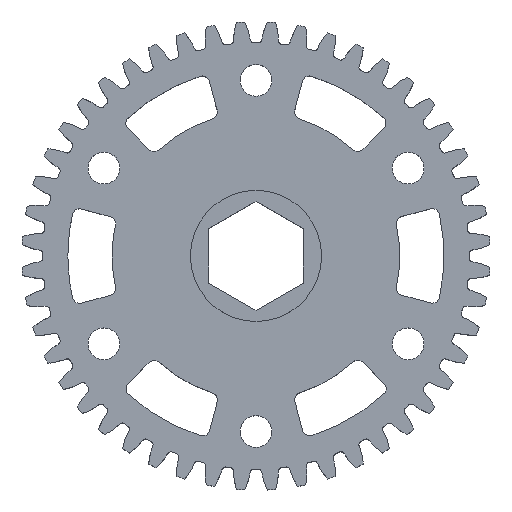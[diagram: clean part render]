
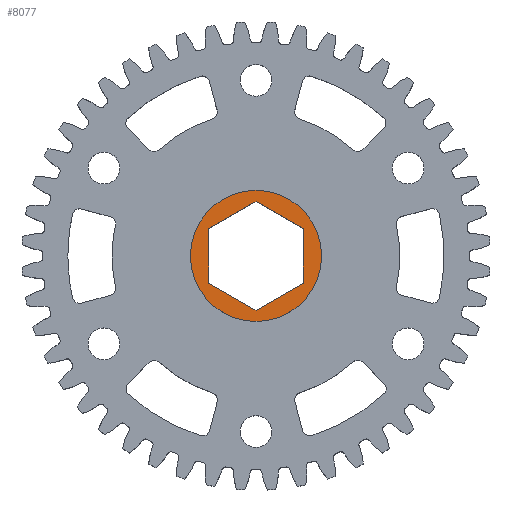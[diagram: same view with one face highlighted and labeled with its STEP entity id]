
A CAD part, top view. The second image highlights one B-rep face of the part: STEP entity #8077.
In plain terms, the highlighted planar face has unit normal (0, 0, 1).
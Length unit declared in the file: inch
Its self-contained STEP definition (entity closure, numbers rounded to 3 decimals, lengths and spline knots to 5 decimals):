
#23 = CARTESIAN_POINT ( 'NONE',  ( 0., 0., 0.249 ) ) ;
#489 = LINE ( 'NONE', #18717, #4748 ) ;
#1490 = CARTESIAN_POINT ( 'NONE',  ( -0.2515, 0.1452, 0.249 ) ) ;
#1564 = DIRECTION ( 'NONE',  ( 1., 0., 0. ) ) ;
#2464 = VECTOR ( 'NONE', #3101, 39.37008 ) ;
#2860 = VERTEX_POINT ( 'NONE', #16210 ) ;
#3101 = DIRECTION ( 'NONE',  ( 0., -1., 0. ) ) ;
#3112 = CARTESIAN_POINT ( 'NONE',  ( 0.2515, -0.1452, 0.249 ) ) ;
#3709 = CARTESIAN_POINT ( 'NONE',  ( 0.2515, 0.1452, 0.249 ) ) ;
#3764 = AXIS2_PLACEMENT_3D ( 'NONE', #20400, #11038, #1564 ) ;
#3916 = ORIENTED_EDGE ( 'NONE', *, *, #17582, .F. ) ;
#4033 = DIRECTION ( 'NONE',  ( 0., 0., 1. ) ) ;
#4134 = FACE_OUTER_BOUND ( 'NONE', #11331, .T. ) ;
#4352 = CARTESIAN_POINT ( 'NONE',  ( -0.35, 0., 0.249 ) ) ;
#4547 = VERTEX_POINT ( 'NONE', #4352 ) ;
#4687 = EDGE_CURVE ( 'NONE', #4547, #18758, #14369, .T. ) ;
#4736 = DIRECTION ( 'NONE',  ( 0.866, 0.5, 0. ) ) ;
#4748 = VECTOR ( 'NONE', #10960, 39.37008 ) ;
#4925 = VERTEX_POINT ( 'NONE', #8885 ) ;
#5099 = CARTESIAN_POINT ( 'NONE',  ( -0.2515, 0.1452, 0.249 ) ) ;
#5416 = VERTEX_POINT ( 'NONE', #5099 ) ;
#5735 = DIRECTION ( 'NONE',  ( -0.866, -0.5, 0. ) ) ;
#5748 = LINE ( 'NONE', #3709, #6241 ) ;
#6241 = VECTOR ( 'NONE', #14614, 39.37008 ) ;
#6259 = VECTOR ( 'NONE', #5735, 39.37008 ) ;
#6890 = ORIENTED_EDGE ( 'NONE', *, *, #13363, .T. ) ;
#7019 = CIRCLE ( 'NONE', #3764, 0.35 ) ;
#7227 = LINE ( 'NONE', #1490, #2464 ) ;
#8045 = ORIENTED_EDGE ( 'NONE', *, *, #16595, .F. ) ;
#8077 = ADVANCED_FACE ( 'NONE', ( #12446, #4134 ), #18869, .T. ) ;
#8785 = CARTESIAN_POINT ( 'NONE',  ( -0.2515, -0.1452, 0.249 ) ) ;
#8885 = CARTESIAN_POINT ( 'NONE',  ( 0., 0.29041, 0.249 ) ) ;
#9618 = LINE ( 'NONE', #11340, #14694 ) ;
#9706 = ORIENTED_EDGE ( 'NONE', *, *, #12998, .F. ) ;
#9894 = CARTESIAN_POINT ( 'NONE',  ( 0.2515, 0.1452, 0.249 ) ) ;
#9957 = ORIENTED_EDGE ( 'NONE', *, *, #14286, .F. ) ;
#10325 = EDGE_CURVE ( 'NONE', #4925, #5416, #19198, .T. ) ;
#10355 = DIRECTION ( 'NONE',  ( 0.866, -0.5, 0. ) ) ;
#10960 = DIRECTION ( 'NONE',  ( 0., 1., 0. ) ) ;
#10997 = AXIS2_PLACEMENT_3D ( 'NONE', #23, #12497, #11101 ) ;
#11038 = DIRECTION ( 'NONE',  ( 0., 0., 1. ) ) ;
#11101 = DIRECTION ( 'NONE',  ( 1., 0., 0. ) ) ;
#11331 = EDGE_LOOP ( 'NONE', ( #15821, #6890 ) ) ;
#11340 = CARTESIAN_POINT ( 'NONE',  ( 0., -0.29041, 0.249 ) ) ;
#11501 = ORIENTED_EDGE ( 'NONE', *, *, #10325, .F. ) ;
#11763 = CARTESIAN_POINT ( 'NONE',  ( 0.35, 0., 0.249 ) ) ;
#12446 = FACE_BOUND ( 'NONE', #16901, .T. ) ;
#12497 = DIRECTION ( 'NONE',  ( 0., 0., 1. ) ) ;
#12703 = VERTEX_POINT ( 'NONE', #15587 ) ;
#12748 = EDGE_CURVE ( 'NONE', #17639, #4925, #5748, .T. ) ;
#12998 = EDGE_CURVE ( 'NONE', #17574, #17639, #489, .T. ) ;
#13006 = VECTOR ( 'NONE', #10355, 39.37008 ) ;
#13363 = EDGE_CURVE ( 'NONE', #18758, #4547, #7019, .T. ) ;
#13376 = CARTESIAN_POINT ( 'NONE',  ( 0., 0., 0.249 ) ) ;
#13462 = CARTESIAN_POINT ( 'NONE',  ( 0., 0.29041, 0.249 ) ) ;
#13466 = LINE ( 'NONE', #8785, #13006 ) ;
#14286 = EDGE_CURVE ( 'NONE', #5416, #2860, #7227, .T. ) ;
#14369 = CIRCLE ( 'NONE', #17781, 0.35 ) ;
#14614 = DIRECTION ( 'NONE',  ( -0.866, 0.5, 0. ) ) ;
#14694 = VECTOR ( 'NONE', #4736, 39.37008 ) ;
#14929 = DIRECTION ( 'NONE',  ( 1., 0., 0. ) ) ;
#15587 = CARTESIAN_POINT ( 'NONE',  ( 0., -0.29041, 0.249 ) ) ;
#15821 = ORIENTED_EDGE ( 'NONE', *, *, #4687, .T. ) ;
#16210 = CARTESIAN_POINT ( 'NONE',  ( -0.2515, -0.1452, 0.249 ) ) ;
#16595 = EDGE_CURVE ( 'NONE', #2860, #12703, #13466, .T. ) ;
#16901 = EDGE_LOOP ( 'NONE', ( #11501, #18287, #9706, #3916, #8045, #9957 ) ) ;
#17574 = VERTEX_POINT ( 'NONE', #3112 ) ;
#17582 = EDGE_CURVE ( 'NONE', #12703, #17574, #9618, .T. ) ;
#17639 = VERTEX_POINT ( 'NONE', #9894 ) ;
#17781 = AXIS2_PLACEMENT_3D ( 'NONE', #13376, #4033, #14929 ) ;
#18287 = ORIENTED_EDGE ( 'NONE', *, *, #12748, .F. ) ;
#18717 = CARTESIAN_POINT ( 'NONE',  ( 0.2515, -0.1452, 0.249 ) ) ;
#18758 = VERTEX_POINT ( 'NONE', #11763 ) ;
#18869 = PLANE ( 'NONE',  #10997 ) ;
#19198 = LINE ( 'NONE', #13462, #6259 ) ;
#20400 = CARTESIAN_POINT ( 'NONE',  ( 0., 0., 0.249 ) ) ;
